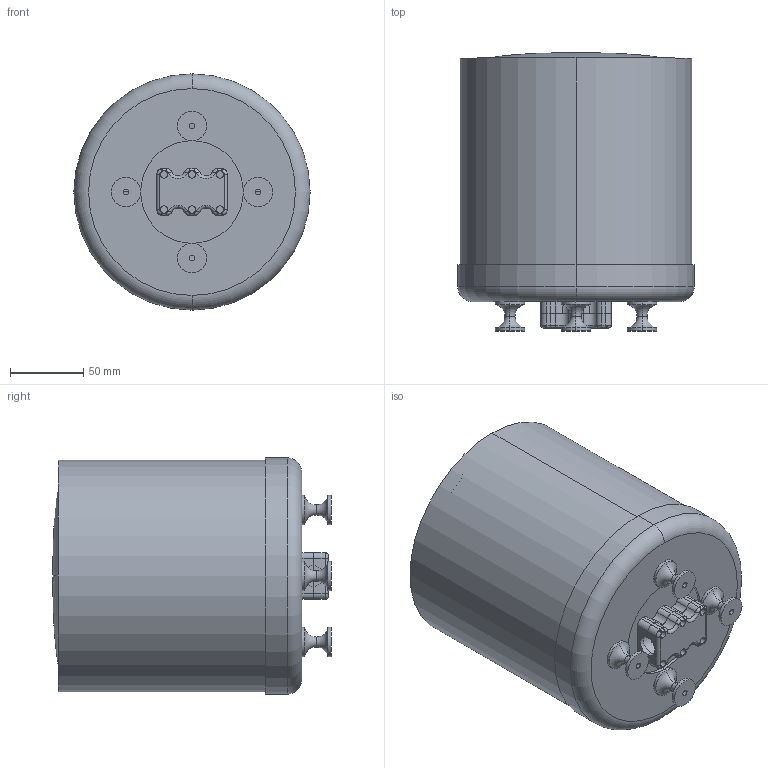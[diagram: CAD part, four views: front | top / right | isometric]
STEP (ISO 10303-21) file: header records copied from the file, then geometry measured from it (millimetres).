
FILE_DESCRIPTION (( 'STEP AP214' ), '1' );
FILE_NAME ('贈婝.7921.25.00 捘.STEP', '2014-11-10T14:55:26', ( '' ), ( '' ), 'SwSTEP 2.0', 'SolidWorks 2013', '' );
FILE_SCHEMA (( 'AUTOMOTIVE_DESIGN' ));
Length unit declared in the file: millimetre
Products named in the file (8): 贈婝.7921.25.01; 贈婝.7921.25.03; 贈婝.7921.25.02; 贈婝.7921.25.05; 贈婝.7921.25.04; 贈婝.7911.07.02; 贈婝.7911.07.01; 贈婝.7921.25.00 捘
Assembly tree (10 placements, depth 2):
  贈婝.7921.25.00 捘
    贈婝.7911.07.01
    贈婝.7911.07.02
    贈婝.7921.25.04
    贈婝.7921.25.05
    贈婝.7921.25.02
    贈婝.7921.25.03
    贈婝.7921.25.01  x4
Bounding box: 161 x 189.57 x 161 mm (x, y, z)
Volume: 254142.5 mm3; surface area: 296834.3 mm2
Topology: 10 solids, 10 shells, 284 faces, 720 edges, 454 vertices
Faces by surface type: cylinder 160, plane 56, torus 38, bspline 22, cone 8
Entity records: 8567 total; most frequent: CARTESIAN_POINT 1813, DIRECTION 1481, ORIENTED_EDGE 1288, EDGE_CURVE 644, AXIS2_PLACEMENT_3D 624, VERTEX_POINT 412, CIRCLE 386, EDGE_LOOP 312
